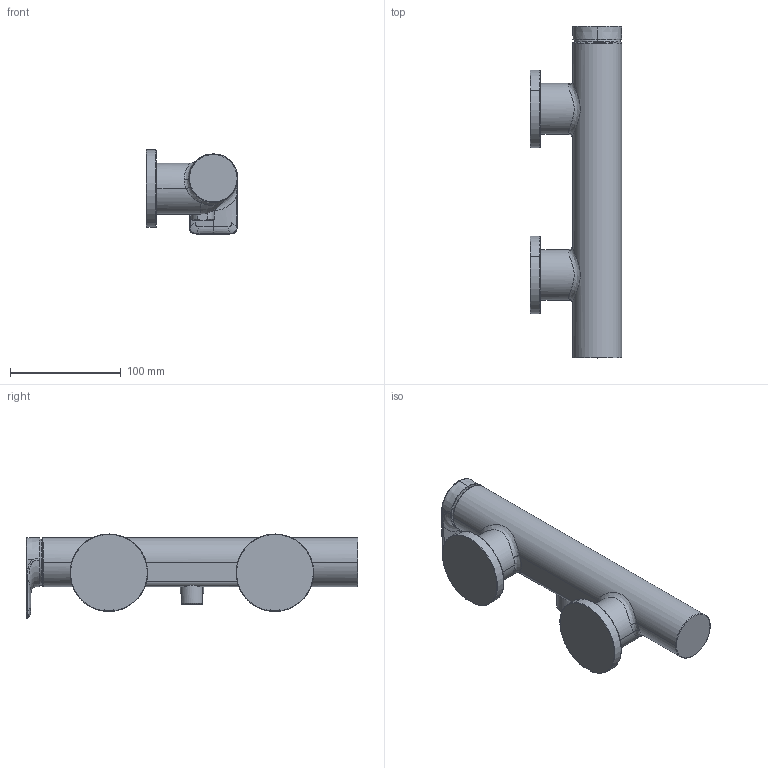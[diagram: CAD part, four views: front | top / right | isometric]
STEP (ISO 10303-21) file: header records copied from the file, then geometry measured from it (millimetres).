
FILE_DESCRIPTION(('CAx-IF Rec.Pracs.---Model Styling and Organization---1.2---2011-12-15','CAx-IF Rec.Pracs.---Geometric and Assembly Validation Properties---4.1---2014-06-16','CAx-IF Rec.Pracs.---PMI Polyline Presentation---2.0---2013-05-24'),'2;1');
FILE_NAME('1000146111_PPR_000.stp','2021-04-16T06:18:44+02:00',(''),(''),'STEP Interface 4.3 by CT CoreTechnologie','3D_Evolution4.3 by CT CoreTechnologie','');
FILE_SCHEMA(('AP203_CONFIGURATION_CONTROLLED_3D_DESIGN_OF_MECHANICAL_PARTS_AND_ASSEMBLIES_MIM_LF'));
Length unit declared in the file: millimetre
Products named in the file (7): P_2 HG Vivenis Brausenmischer AP 1000146111_PPR_000_A3; P_2 GK DAPM M35XS_ReFlex 1000146110_PPA_000_A0; P_2 Rosette_WAPM_ReFlex 1000145855_PPA_000_A0; P_2 Griff WAP_DAP ReFresh 1000146044_PPA_000_A2; Gewindestift DIN914-M6x10-A2 1000003990_PPA_000_A0; P_2 Rosette M35XS AP VVG 1000145859_PPA_000_A0; P_2 Schlauchanschluß DAP (R04) 1000085270_PPA_000_A0
Assembly tree (8 placements, depth 2):
  P_2 HG Vivenis Brausenmischer AP 1000146111_PPR_000_A3
    P_2 GK DAPM M35XS_ReFlex 1000146110_PPA_000_A0
    P_2 Rosette_WAPM_ReFlex 1000145855_PPA_000_A0  x2
    P_2 Griff WAP_DAP ReFresh 1000146044_PPA_000_A2
    Gewindestift DIN914-M6x10-A2 1000003990_PPA_000_A0  x2
    P_2 Rosette M35XS AP VVG 1000145859_PPA_000_A0
    P_2 Schlauchanschluß DAP (R04) 1000085270_PPA_000_A0
Bounding box: 82.51 x 299.9 x 75.91 mm (x, y, z)
Volume: 683423.1 mm3; surface area: 89575.9 mm2
Topology: 8 solids, 8 shells, 282 faces, 635 edges, 369 vertices
Faces by surface type: bspline 169, plane 57, cylinder 56
Entity records: 19824 total; most frequent: CARTESIAN_POINT 11888, ORIENTED_EDGE 1066, DIRECTION 844, EDGE_CURVE 533, AXIS2_PLACEMENT_3D 352, VERTEX_POINT 313, CIRCLE 258, EDGE_LOOP 244
